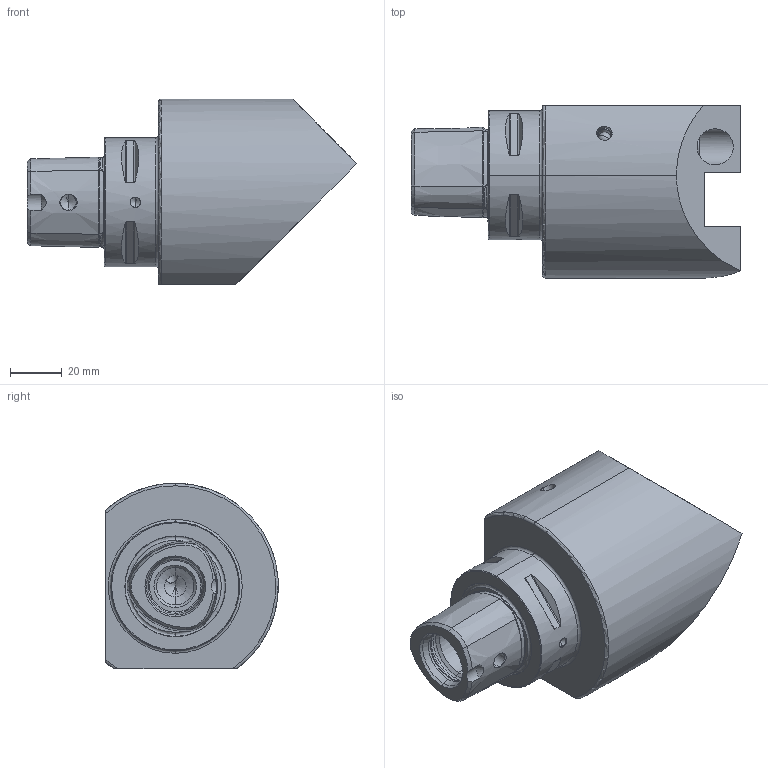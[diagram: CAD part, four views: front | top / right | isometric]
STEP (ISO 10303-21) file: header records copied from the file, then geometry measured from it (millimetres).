
FILE_DESCRIPTION (( 'STEP AP214' ), '1' );
FILE_NAME ('PS5.V20.R12.098.STEP', '2022-02-16T14:37:37', ( '' ), ( '' ), 'SwSTEP 2.0', 'SolidWorks 2017', '' );
FILE_SCHEMA (( 'AUTOMOTIVE_DESIGN' ));
Length unit declared in the file: millimetre
Products named in the file (7): KU1-U12.001.010_1; PS5-V20.R12.098_A; ISO 4026 - M10 x 25; KVT_MB_600_060; KU1-U12.001.010; PS5.V20.R12.098; KU1-U12.001.010_2
Assembly tree (8 placements, depth 3):
  PS5.V20.R12.098
    PS5-V20.R12.098_A
    KU1-U12.001.010
      KU1-U12.001.010_1
      KU1-U12.001.010_2
    ISO 4026 - M10 x 25  x3
    KVT_MB_600_060
Bounding box: 128 x 67 x 72 mm (x, y, z)
Volume: 264989.1 mm3; surface area: 42428.5 mm2
Topology: 8 solids, 8 shells, 258 faces, 605 edges, 360 vertices
Faces by surface type: cone 93, cylinder 65, plane 61, torus 33, sphere 6
Entity records: 7553 total; most frequent: CARTESIAN_POINT 2013, DIRECTION 1140, ORIENTED_EDGE 1032, EDGE_CURVE 516, AXIS2_PLACEMENT_3D 472, VERTEX_POINT 311, EDGE_LOOP 255, CIRCLE 232
